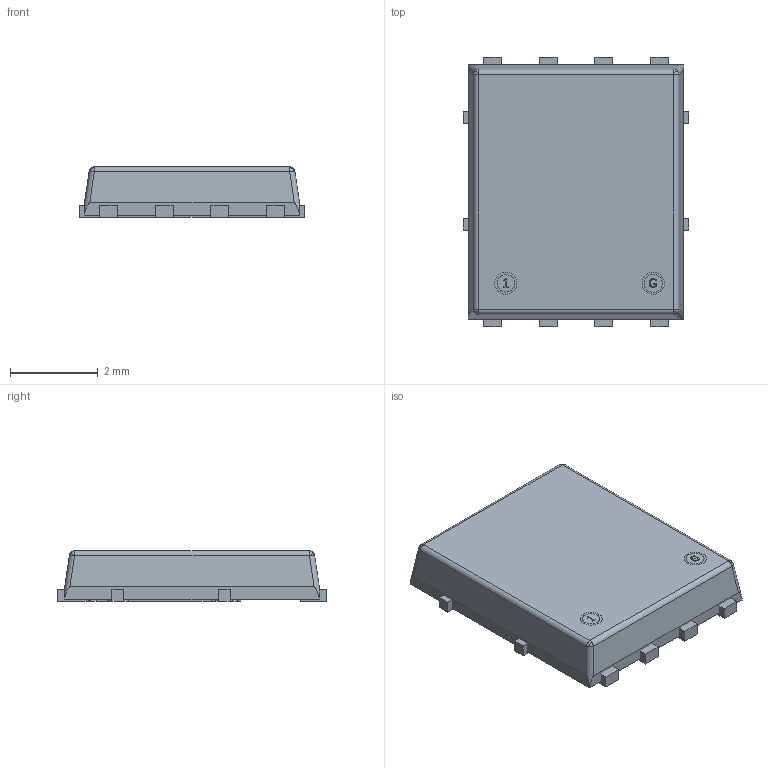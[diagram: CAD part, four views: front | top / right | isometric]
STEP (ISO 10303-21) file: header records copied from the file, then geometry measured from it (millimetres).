
FILE_DESCRIPTION (( 'STEP AP214' ), '1' );
FILE_NAME ('DMP34M4SPS-13.STEP', '2024-07-02T11:40:07', ( '' ), ( '' ), 'SwSTEP 2.0', 'SolidWorks 2023', '' );
FILE_SCHEMA (( 'AUTOMOTIVE_DESIGN' ));
Length unit declared in the file: inch
Products named in the file (4): DMP34M4SPS-13; 3; 1; 2
Assembly tree (3 placements, depth 2):
  DMP34M4SPS-13
    1
    2
    3
Bounding box: 5.15 x 6.15 x 1.15 mm (x, y, z)
Volume: 34.8 mm3; surface area: 120 mm2
Topology: 10 solids, 10 shells, 162 faces, 426 edges, 276 vertices
Faces by surface type: plane 115, cylinder 24, bspline 23
Entity records: 7382 total; most frequent: CARTESIAN_POINT 1201, ORIENTED_EDGE 836, DIRECTION 730, EDGE_CURVE 418, VECTOR 320, LINE 320, VERTEX_POINT 276, AXIS2_PLACEMENT_3D 205
